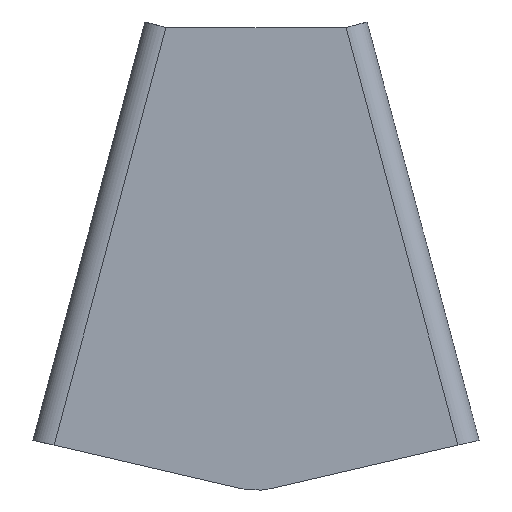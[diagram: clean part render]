
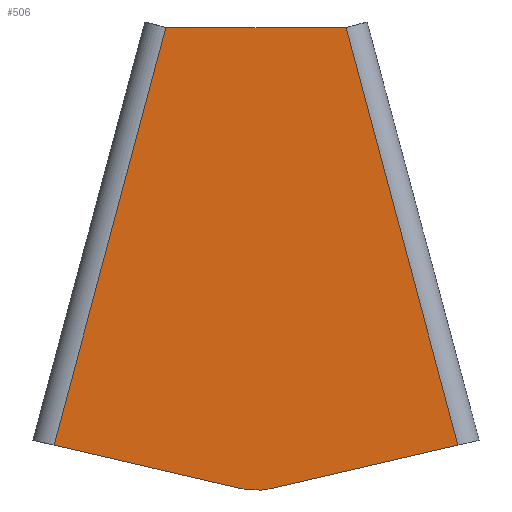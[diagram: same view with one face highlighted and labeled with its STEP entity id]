
A CAD part, front view. The second image highlights one B-rep face of the part: STEP entity #506.
In plain terms, the highlighted planar face has unit normal (0, -1, 0).
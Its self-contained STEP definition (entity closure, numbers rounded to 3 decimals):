
#12 = ORIENTED_EDGE ( 'NONE', *, *, #138, .F. ) ;
#95 = DIRECTION ( 'NONE',  ( 0., -1., 0. ) ) ;
#116 = VERTEX_POINT ( 'NONE', #584 ) ;
#138 = EDGE_CURVE ( 'NONE', #1037, #116, #152, .T. ) ;
#140 = ORIENTED_EDGE ( 'NONE', *, *, #599, .F. ) ;
#144 = LINE ( 'NONE', #753, #1088 ) ;
#152 = LINE ( 'NONE', #1085, #1178 ) ;
#174 = ORIENTED_EDGE ( 'NONE', *, *, #660, .F. ) ;
#186 = ORIENTED_EDGE ( 'NONE', *, *, #272, .T. ) ;
#202 = DIRECTION ( 'NONE',  ( -0.974, 0., 0.227 ) ) ;
#272 = EDGE_CURVE ( 'NONE', #1037, #928, #1153, .T. ) ;
#274 = PLANE ( 'NONE',  #955 ) ;
#289 = VERTEX_POINT ( 'NONE', #535 ) ;
#292 = DIRECTION ( 'NONE',  ( 0., 0., 1. ) ) ;
#300 = CARTESIAN_POINT ( 'NONE',  ( -0.642, -18.41, -24.441 ) ) ;
#308 = VECTOR ( 'NONE', #493, 1000. ) ;
#331 = CARTESIAN_POINT ( 'NONE',  ( -17.787, -18.41, 113.273 ) ) ;
#381 = AXIS2_PLACEMENT_3D ( 'NONE', #300, #95, #292 ) ;
#429 = CIRCLE ( 'NONE', #381, 20. ) ;
#474 = DIRECTION ( 'NONE',  ( 0., 1., 0. ) ) ;
#484 = CARTESIAN_POINT ( 'NONE',  ( 55.411, -18.41, -31.933 ) ) ;
#493 = DIRECTION ( 'NONE',  ( -0.974, 0., -0.227 ) ) ;
#506 = ADVANCED_FACE ( 'NONE', ( #872 ), #274, .F. ) ;
#524 = CARTESIAN_POINT ( 'NONE',  ( 24.876, -18.41, 82.025 ) ) ;
#535 = CARTESIAN_POINT ( 'NONE',  ( 3.89, -18.41, -43.921 ) ) ;
#563 = CARTESIAN_POINT ( 'NONE',  ( 61.854, -18.41, 91.933 ) ) ;
#576 = VECTOR ( 'NONE', #1003, 1000. ) ;
#584 = CARTESIAN_POINT ( 'NONE',  ( 24.358, -18.41, 83.956 ) ) ;
#599 = EDGE_CURVE ( 'NONE', #814, #928, #144, .T. ) ;
#629 = EDGE_CURVE ( 'NONE', #814, #289, #429, .T. ) ;
#639 = CARTESIAN_POINT ( 'NONE',  ( -56.695, -18.41, -31.933 ) ) ;
#660 = EDGE_CURVE ( 'NONE', #916, #289, #832, .T. ) ;
#753 = CARTESIAN_POINT ( 'NONE',  ( 28.426, -18.41, -51.738 ) ) ;
#781 = VECTOR ( 'NONE', #1017, 1000. ) ;
#814 = VERTEX_POINT ( 'NONE', #1142 ) ;
#818 = LINE ( 'NONE', #524, #576 ) ;
#832 = LINE ( 'NONE', #1164, #308 ) ;
#837 = EDGE_LOOP ( 'NONE', ( #140, #1075, #174, #1155, #12, #186 ) ) ;
#854 = EDGE_CURVE ( 'NONE', #916, #116, #818, .T. ) ;
#872 = FACE_OUTER_BOUND ( 'NONE', #837, .T. ) ;
#877 = DIRECTION ( 'NONE',  ( 1., 0., 0. ) ) ;
#916 = VERTEX_POINT ( 'NONE', #484 ) ;
#928 = VERTEX_POINT ( 'NONE', #639 ) ;
#955 = AXIS2_PLACEMENT_3D ( 'NONE', #563, #474, #957 ) ;
#957 = DIRECTION ( 'NONE',  ( 0., 0., 1. ) ) ;
#1003 = DIRECTION ( 'NONE',  ( -0.259, 0., 0.966 ) ) ;
#1017 = DIRECTION ( 'NONE',  ( -0.259, 0., -0.966 ) ) ;
#1019 = CARTESIAN_POINT ( 'NONE',  ( -25.642, -18.41, 83.956 ) ) ;
#1037 = VERTEX_POINT ( 'NONE', #1019 ) ;
#1075 = ORIENTED_EDGE ( 'NONE', *, *, #629, .T. ) ;
#1085 = CARTESIAN_POINT ( 'NONE',  ( -25.642, -18.41, 83.956 ) ) ;
#1088 = VECTOR ( 'NONE', #202, 1000. ) ;
#1142 = CARTESIAN_POINT ( 'NONE',  ( -5.174, -18.41, -43.921 ) ) ;
#1153 = LINE ( 'NONE', #331, #781 ) ;
#1155 = ORIENTED_EDGE ( 'NONE', *, *, #854, .T. ) ;
#1164 = CARTESIAN_POINT ( 'NONE',  ( 88.863, -18.41, -24.15 ) ) ;
#1178 = VECTOR ( 'NONE', #877, 1000. ) ;
